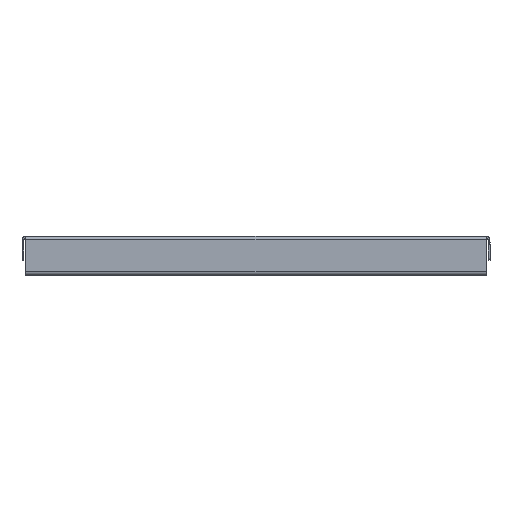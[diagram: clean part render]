
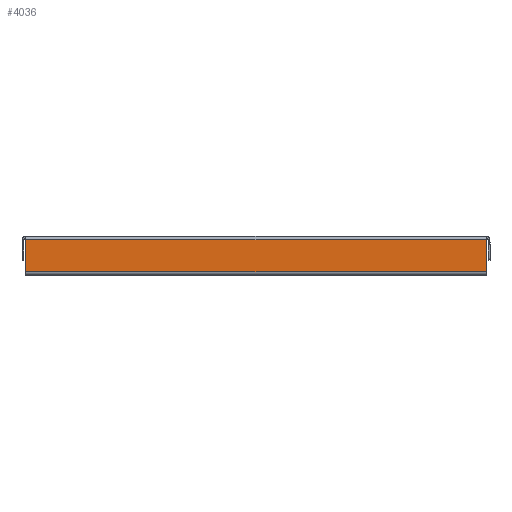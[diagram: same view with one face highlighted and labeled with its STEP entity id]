
A CAD part, top view. The second image highlights one B-rep face of the part: STEP entity #4036.
In plain terms, the highlighted planar face has unit normal (0, 0, 1).
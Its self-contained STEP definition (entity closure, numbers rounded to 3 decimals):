
#92 = PLANE ( 'NONE',  #1124 ) ;
#112 = LINE ( 'NONE', #2457, #3303 ) ;
#359 = VERTEX_POINT ( 'NONE', #3061 ) ;
#779 = CARTESIAN_POINT ( 'NONE',  ( 196., -30., 149. ) ) ;
#1106 = CARTESIAN_POINT ( 'NONE',  ( -196., -30., 149. ) ) ;
#1124 = AXIS2_PLACEMENT_3D ( 'NONE', #1835, #4179, #5156 ) ;
#1163 = CARTESIAN_POINT ( 'NONE',  ( -196., -3., 149. ) ) ;
#1655 = VECTOR ( 'NONE', #3613, 1000. ) ;
#1835 = CARTESIAN_POINT ( 'NONE',  ( 0., 0., 149. ) ) ;
#1895 = FACE_OUTER_BOUND ( 'NONE', #5132, .T. ) ;
#2089 = EDGE_CURVE ( 'NONE', #359, #4379, #5371, .T. ) ;
#2218 = EDGE_CURVE ( 'NONE', #3703, #359, #4127, .T. ) ;
#2457 = CARTESIAN_POINT ( 'NONE',  ( -196., -1.5, 149. ) ) ;
#2459 = DIRECTION ( 'NONE',  ( -1., 0., 0. ) ) ;
#2600 = VERTEX_POINT ( 'NONE', #1163 ) ;
#2993 = DIRECTION ( 'NONE',  ( -1., 0., 0. ) ) ;
#2995 = ORIENTED_EDGE ( 'NONE', *, *, #4594, .T. ) ;
#3061 = CARTESIAN_POINT ( 'NONE',  ( 196., -30., 149. ) ) ;
#3279 = EDGE_CURVE ( 'NONE', #4379, #2600, #112, .T. ) ;
#3303 = VECTOR ( 'NONE', #3370, 1000. ) ;
#3370 = DIRECTION ( 'NONE',  ( 0., 1., 0. ) ) ;
#3613 = DIRECTION ( 'NONE',  ( 0., -1., 0. ) ) ;
#3703 = VERTEX_POINT ( 'NONE', #5252 ) ;
#4036 = ADVANCED_FACE ( 'NONE', ( #1895 ), #92, .T. ) ;
#4127 = LINE ( 'NONE', #779, #1655 ) ;
#4179 = DIRECTION ( 'NONE',  ( 0., 0., 1. ) ) ;
#4345 = CARTESIAN_POINT ( 'NONE',  ( 0., -3., 149. ) ) ;
#4379 = VERTEX_POINT ( 'NONE', #5810 ) ;
#4594 = EDGE_CURVE ( 'NONE', #3703, #2600, #4745, .T. ) ;
#4745 = LINE ( 'NONE', #4345, #5923 ) ;
#5067 = ORIENTED_EDGE ( 'NONE', *, *, #2089, .F. ) ;
#5132 = EDGE_LOOP ( 'NONE', ( #5632, #2995, #5305, #5067 ) ) ;
#5156 = DIRECTION ( 'NONE',  ( 0., -1., 0. ) ) ;
#5241 = VECTOR ( 'NONE', #2993, 1000. ) ;
#5252 = CARTESIAN_POINT ( 'NONE',  ( 196., -3., 149. ) ) ;
#5305 = ORIENTED_EDGE ( 'NONE', *, *, #3279, .F. ) ;
#5371 = LINE ( 'NONE', #1106, #5241 ) ;
#5632 = ORIENTED_EDGE ( 'NONE', *, *, #2218, .F. ) ;
#5810 = CARTESIAN_POINT ( 'NONE',  ( -196., -30., 149. ) ) ;
#5923 = VECTOR ( 'NONE', #2459, 1000. ) ;
